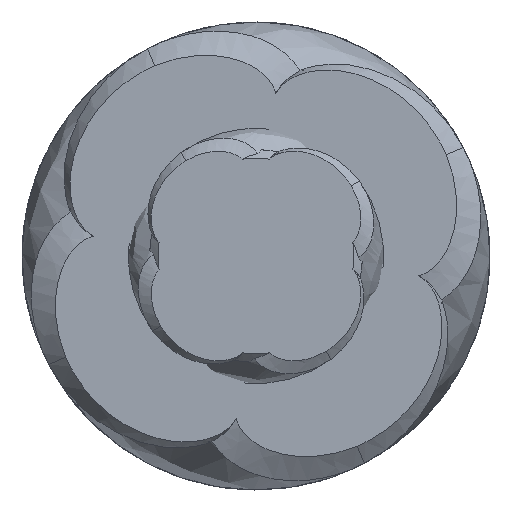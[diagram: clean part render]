
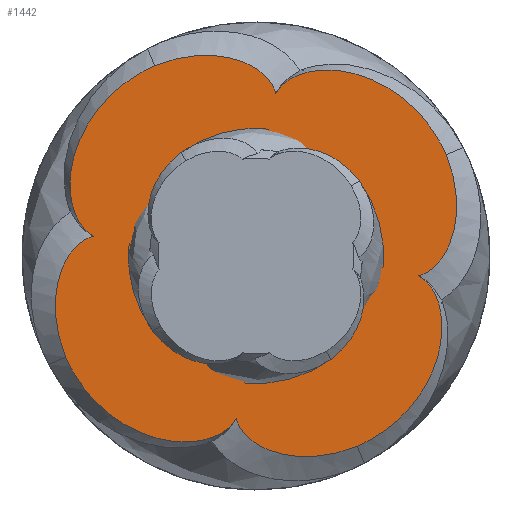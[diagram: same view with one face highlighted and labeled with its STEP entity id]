
A CAD part, front view. The second image highlights one B-rep face of the part: STEP entity #1442.
In plain terms, the highlighted planar face has unit normal (0, -1, 0).
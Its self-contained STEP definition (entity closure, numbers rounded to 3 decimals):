
#30=PLANE('',#1518);
#162=FACE_OUTER_BOUND('',#240,.T.);
#240=EDGE_LOOP('',(#1329,#1330,#1331,#1332,#1333,#1334,#1335,#1336));
#421=B_SPLINE_CURVE_WITH_KNOTS('',3,(#8013,#8014,#8015,#8016,#8017,#8018,
#8019,#8020,#8021),.UNSPECIFIED.,.F.,.F.,(4,1,1,1,1,1,4),(0.495,
0.836,1.178,1.861,2.373,2.543,
2.885),.UNSPECIFIED.);
#424=B_SPLINE_CURVE_WITH_KNOTS('',3,(#8076,#8077,#8078,#8079,#8080,#8081,
#8082,#8083,#8084,#8085),.UNSPECIFIED.,.F.,.F.,(4,1,1,1,1,1,1,4),(-0.334,
-0.009,0.316,0.641,0.966,
1.291,1.616,1.94),.UNSPECIFIED.);
#426=B_SPLINE_CURVE_WITH_KNOTS('',3,(#8133,#8134,#8135,#8136,#8137,#8138,
#8139,#8140,#8141,#8142),.UNSPECIFIED.,.F.,.F.,(4,1,1,1,1,1,1,4),(-0.334,
-0.009,0.316,0.641,0.966,
1.291,1.616,1.94),.UNSPECIFIED.);
#428=B_SPLINE_CURVE_WITH_KNOTS('',3,(#8188,#8189,#8190,#8191,#8192,#8193,
#8194,#8195,#8196),.UNSPECIFIED.,.F.,.F.,(4,1,1,1,1,1,4),(0.495,
0.836,1.178,1.861,2.373,2.543,
2.885),.UNSPECIFIED.);
#429=B_SPLINE_CURVE_WITH_KNOTS('',3,(#8239,#8240,#8241,#8242,#8243,#8244,
#8245,#8246,#8247,#8248),.UNSPECIFIED.,.F.,.F.,(4,1,1,1,1,1,1,4),(-0.334,
-0.009,0.316,0.641,0.966,
1.291,1.616,1.94),.UNSPECIFIED.);
#432=B_SPLINE_CURVE_WITH_KNOTS('',3,(#8304,#8305,#8306,#8307,#8308,#8309,
#8310,#8311,#8312),.UNSPECIFIED.,.F.,.F.,(4,1,1,1,1,1,4),(0.495,
0.836,1.178,1.86,2.372,2.543,
2.884),.UNSPECIFIED.);
#433=B_SPLINE_CURVE_WITH_KNOTS('',3,(#8354,#8355,#8356,#8357,#8358,#8359,
#8360,#8361,#8362,#8363),.UNSPECIFIED.,.F.,.F.,(4,1,1,1,1,1,1,4),(-0.334,
-0.009,0.154,0.641,0.966,
1.291,1.453,1.94),.UNSPECIFIED.);
#438=B_SPLINE_CURVE_WITH_KNOTS('',3,(#8432,#8433,#8434,#8435,#8436,#8437,
#8438,#8439,#8440),.UNSPECIFIED.,.F.,.F.,(4,1,1,1,1,1,4),(0.495,
0.836,1.178,1.86,2.372,2.543,
2.884),.UNSPECIFIED.);
#646=VERTEX_POINT('',#8010);
#647=VERTEX_POINT('',#8012);
#649=VERTEX_POINT('',#8075);
#650=VERTEX_POINT('',#8131);
#651=VERTEX_POINT('',#8132);
#652=VERTEX_POINT('',#8237);
#653=VERTEX_POINT('',#8238);
#655=VERTEX_POINT('',#8353);
#864=EDGE_CURVE('',#646,#647,#421,.T.);
#867=EDGE_CURVE('',#647,#649,#424,.T.);
#870=EDGE_CURVE('',#650,#651,#426,.T.);
#873=EDGE_CURVE('',#649,#650,#428,.T.);
#874=EDGE_CURVE('',#652,#653,#429,.T.);
#878=EDGE_CURVE('',#651,#652,#432,.T.);
#879=EDGE_CURVE('',#655,#646,#433,.T.);
#884=EDGE_CURVE('',#653,#655,#438,.T.);
#1329=ORIENTED_EDGE('',*,*,#874,.F.);
#1330=ORIENTED_EDGE('',*,*,#878,.F.);
#1331=ORIENTED_EDGE('',*,*,#870,.F.);
#1332=ORIENTED_EDGE('',*,*,#873,.F.);
#1333=ORIENTED_EDGE('',*,*,#867,.F.);
#1334=ORIENTED_EDGE('',*,*,#864,.F.);
#1335=ORIENTED_EDGE('',*,*,#879,.F.);
#1336=ORIENTED_EDGE('',*,*,#884,.F.);
#1442=ADVANCED_FACE('',(#162),#30,.T.);
#1518=AXIS2_PLACEMENT_3D('',#8895,#1647,#1648);
#1647=DIRECTION('center_axis',(0.,-1.,0.));
#1648=DIRECTION('ref_axis',(0.,0.,-1.));
#8010=CARTESIAN_POINT('',(11.903,10.,-22.335));
#8012=CARTESIAN_POINT('',(-2.338,10.,-19.043));
#8013=CARTESIAN_POINT('Ctrl Pts',(11.903,10.,-22.335));
#8014=CARTESIAN_POINT('Ctrl Pts',(10.97,10.,-22.731));
#8015=CARTESIAN_POINT('Ctrl Pts',(9.019,10.,-23.349));
#8016=CARTESIAN_POINT('Ctrl Pts',(5.192,10.,-23.802));
#8017=CARTESIAN_POINT('Ctrl Pts',(1.314,10.,-23.025));
#8018=CARTESIAN_POINT('Ctrl Pts',(-0.885,10.,-21.486));
#8019=CARTESIAN_POINT('Ctrl Pts',(-1.929,10.,-20.211));
#8020=CARTESIAN_POINT('Ctrl Pts',(-2.24,10.,-19.513));
#8021=CARTESIAN_POINT('Ctrl Pts',(-2.338,10.,-19.043));
#8075=CARTESIAN_POINT('',(-22.335,10.,-11.903));
#8076=CARTESIAN_POINT('Ctrl Pts',(-2.338,10.,-19.043));
#8077=CARTESIAN_POINT('Ctrl Pts',(-2.629,10.,-19.643));
#8078=CARTESIAN_POINT('Ctrl Pts',(-3.604,10.,-20.724));
#8079=CARTESIAN_POINT('Ctrl Pts',(-6.129,10.,-21.791));
#8080=CARTESIAN_POINT('Ctrl Pts',(-9.604,10.,-21.976));
#8081=CARTESIAN_POINT('Ctrl Pts',(-13.454,10.,-21.007));
#8082=CARTESIAN_POINT('Ctrl Pts',(-17.222,10.,-18.827));
#8083=CARTESIAN_POINT('Ctrl Pts',(-20.293,10.,-15.738));
#8084=CARTESIAN_POINT('Ctrl Pts',(-21.772,10.,-13.227));
#8085=CARTESIAN_POINT('Ctrl Pts',(-22.335,10.,-11.903));
#8131=CARTESIAN_POINT('',(-19.043,10.,2.338));
#8132=CARTESIAN_POINT('',(-11.903,10.,22.335));
#8133=CARTESIAN_POINT('Ctrl Pts',(-19.043,10.,2.338));
#8134=CARTESIAN_POINT('Ctrl Pts',(-19.643,10.,2.629));
#8135=CARTESIAN_POINT('Ctrl Pts',(-20.724,10.,3.604));
#8136=CARTESIAN_POINT('Ctrl Pts',(-21.791,10.,6.129));
#8137=CARTESIAN_POINT('Ctrl Pts',(-21.976,10.,9.604));
#8138=CARTESIAN_POINT('Ctrl Pts',(-21.007,10.,13.454));
#8139=CARTESIAN_POINT('Ctrl Pts',(-18.827,10.,17.222));
#8140=CARTESIAN_POINT('Ctrl Pts',(-15.738,10.,20.293));
#8141=CARTESIAN_POINT('Ctrl Pts',(-13.227,10.,21.772));
#8142=CARTESIAN_POINT('Ctrl Pts',(-11.903,10.,22.335));
#8188=CARTESIAN_POINT('Ctrl Pts',(-22.335,10.,-11.903));
#8189=CARTESIAN_POINT('Ctrl Pts',(-22.731,10.,-10.97));
#8190=CARTESIAN_POINT('Ctrl Pts',(-23.349,10.,-9.019));
#8191=CARTESIAN_POINT('Ctrl Pts',(-23.802,10.,-5.192));
#8192=CARTESIAN_POINT('Ctrl Pts',(-23.025,10.,-1.314));
#8193=CARTESIAN_POINT('Ctrl Pts',(-21.486,10.,0.885));
#8194=CARTESIAN_POINT('Ctrl Pts',(-20.211,10.,1.929));
#8195=CARTESIAN_POINT('Ctrl Pts',(-19.513,10.,2.24));
#8196=CARTESIAN_POINT('Ctrl Pts',(-19.043,10.,2.338));
#8237=CARTESIAN_POINT('',(2.338,10.,19.043));
#8238=CARTESIAN_POINT('',(22.335,10.,11.903));
#8239=CARTESIAN_POINT('Ctrl Pts',(2.338,10.,19.043));
#8240=CARTESIAN_POINT('Ctrl Pts',(2.629,10.,19.643));
#8241=CARTESIAN_POINT('Ctrl Pts',(3.604,10.,20.724));
#8242=CARTESIAN_POINT('Ctrl Pts',(6.129,10.,21.791));
#8243=CARTESIAN_POINT('Ctrl Pts',(9.604,10.,21.976));
#8244=CARTESIAN_POINT('Ctrl Pts',(13.454,10.,21.007));
#8245=CARTESIAN_POINT('Ctrl Pts',(17.222,10.,18.827));
#8246=CARTESIAN_POINT('Ctrl Pts',(20.293,10.,15.738));
#8247=CARTESIAN_POINT('Ctrl Pts',(21.772,10.,13.227));
#8248=CARTESIAN_POINT('Ctrl Pts',(22.335,10.,11.903));
#8304=CARTESIAN_POINT('Ctrl Pts',(-11.903,10.,22.335));
#8305=CARTESIAN_POINT('Ctrl Pts',(-10.971,10.,22.731));
#8306=CARTESIAN_POINT('Ctrl Pts',(-9.019,10.,23.349));
#8307=CARTESIAN_POINT('Ctrl Pts',(-5.193,10.,23.802));
#8308=CARTESIAN_POINT('Ctrl Pts',(-1.316,10.,23.026));
#8309=CARTESIAN_POINT('Ctrl Pts',(0.884,10.,21.487));
#8310=CARTESIAN_POINT('Ctrl Pts',(1.928,10.,20.213));
#8311=CARTESIAN_POINT('Ctrl Pts',(2.24,10.,19.513));
#8312=CARTESIAN_POINT('Ctrl Pts',(2.338,10.,19.043));
#8353=CARTESIAN_POINT('',(19.043,10.,-2.338));
#8354=CARTESIAN_POINT('Ctrl Pts',(19.043,10.,-2.338));
#8355=CARTESIAN_POINT('Ctrl Pts',(19.643,10.,-2.629));
#8356=CARTESIAN_POINT('Ctrl Pts',(20.455,10.,-3.372));
#8357=CARTESIAN_POINT('Ctrl Pts',(21.656,10.,-5.601));
#8358=CARTESIAN_POINT('Ctrl Pts',(22.142,10.,-8.963));
#8359=CARTESIAN_POINT('Ctrl Pts',(21.005,10.,-13.452));
#8360=CARTESIAN_POINT('Ctrl Pts',(19.193,10.,-16.593));
#8361=CARTESIAN_POINT('Ctrl Pts',(16.329,10.,-19.836));
#8362=CARTESIAN_POINT('Ctrl Pts',(13.89,10.,-21.491));
#8363=CARTESIAN_POINT('Ctrl Pts',(11.903,10.,-22.335));
#8432=CARTESIAN_POINT('Ctrl Pts',(22.335,10.,11.903));
#8433=CARTESIAN_POINT('Ctrl Pts',(22.731,10.,10.971));
#8434=CARTESIAN_POINT('Ctrl Pts',(23.349,10.,9.019));
#8435=CARTESIAN_POINT('Ctrl Pts',(23.802,10.,5.193));
#8436=CARTESIAN_POINT('Ctrl Pts',(23.026,10.,1.316));
#8437=CARTESIAN_POINT('Ctrl Pts',(21.487,10.,-0.884));
#8438=CARTESIAN_POINT('Ctrl Pts',(20.213,10.,-1.928));
#8439=CARTESIAN_POINT('Ctrl Pts',(19.513,10.,-2.24));
#8440=CARTESIAN_POINT('Ctrl Pts',(19.043,10.,-2.338));
#8895=CARTESIAN_POINT('Origin',(0.,10.,0.));
